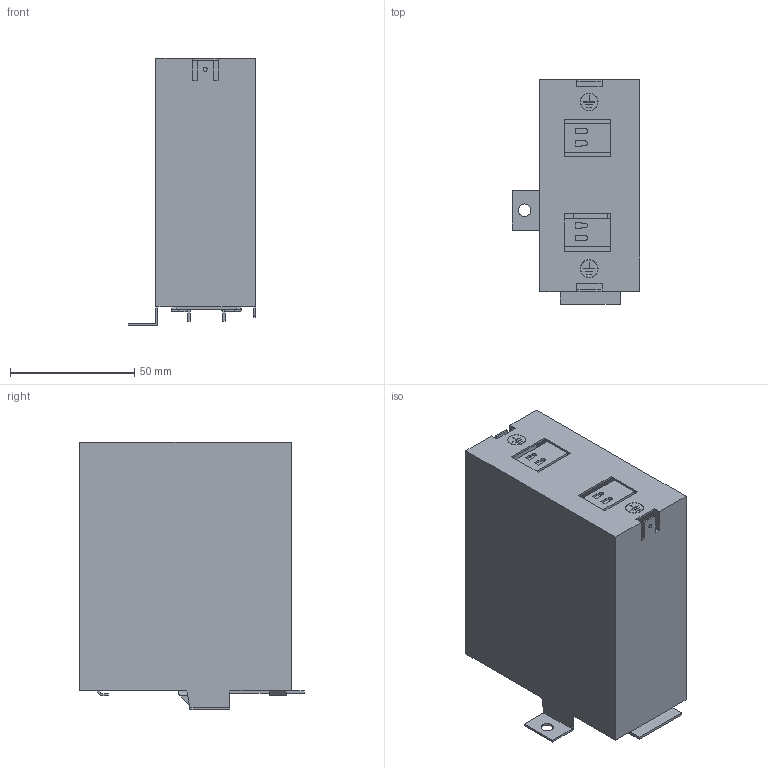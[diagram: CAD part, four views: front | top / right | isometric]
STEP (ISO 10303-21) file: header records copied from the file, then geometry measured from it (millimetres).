
FILE_DESCRIPTION (( 'STEP AP214' ), '1' );
FILE_NAME ('402786.STEP', '2022-01-04T07:22:46', ( '' ), ( '' ), 'SwSTEP 2.0', 'SolidWorks 2018', '' );
FILE_SCHEMA (( 'AUTOMOTIVE_DESIGN' ));
Length unit declared in the file: millimetre
Products named in the file (1): 402786
Bounding box: 51.2 x 90.2 x 107.6 mm (x, y, z)
Volume: 31074.3 mm3; surface area: 65171.4 mm2
Topology: 1 solids, 1 shells, 301 faces, 859 edges, 556 vertices
Faces by surface type: plane 260, cylinder 24, bspline 17
Entity records: 10055 total; most frequent: CARTESIAN_POINT 2288, ORIENTED_EDGE 1718, DIRECTION 1399, EDGE_CURVE 859, VECTOR 741, LINE 741, VERTEX_POINT 556, EDGE_LOOP 333
